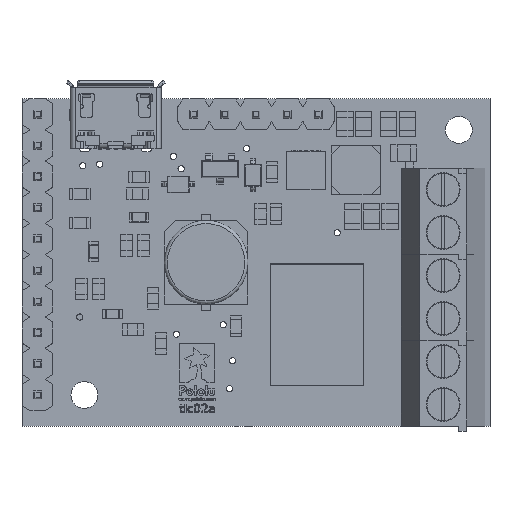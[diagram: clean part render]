
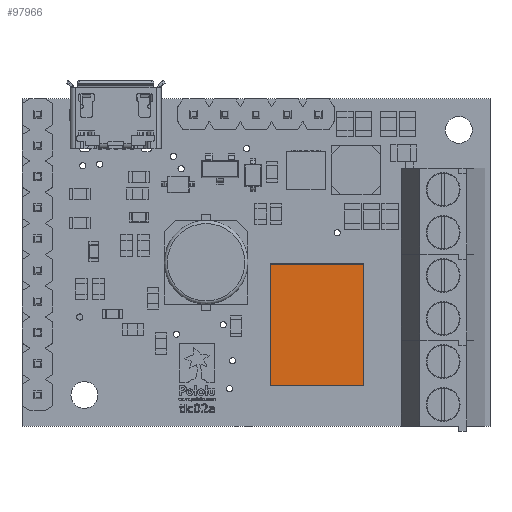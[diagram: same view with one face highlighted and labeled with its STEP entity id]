
A CAD part, top view. The second image highlights one B-rep face of the part: STEP entity #97966.
In plain terms, the highlighted planar face has unit normal (0, 0, 1).
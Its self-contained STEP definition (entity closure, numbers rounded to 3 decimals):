
#1185 = VECTOR ( 'NONE', #70185, 1000. ) ;
#6282 = VECTOR ( 'NONE', #139143, 1000. ) ;
#8287 = VERTEX_POINT ( 'NONE', #25423 ) ;
#12617 = CARTESIAN_POINT ( 'NONE',  ( 27.813, 13.208, 1.573 ) ) ;
#16198 = DIRECTION ( 'NONE',  ( -1., 0., 0. ) ) ;
#21731 = ORIENTED_EDGE ( 'NONE', *, *, #122799, .T. ) ;
#21856 = CARTESIAN_POINT ( 'NONE',  ( 20.193, 3.302, 1.573 ) ) ;
#25275 = ORIENTED_EDGE ( 'NONE', *, *, #34402, .T. ) ;
#25423 = CARTESIAN_POINT ( 'NONE',  ( 27.813, 3.302, 1.573 ) ) ;
#26600 = CARTESIAN_POINT ( 'NONE',  ( 20.193, 13.208, 1.573 ) ) ;
#32313 = CARTESIAN_POINT ( 'NONE',  ( 20.193, 3.302, 1.573 ) ) ;
#34402 = EDGE_CURVE ( 'NONE', #8287, #127908, #65594, .T. ) ;
#35063 = EDGE_LOOP ( 'NONE', ( #116753, #21731, #25275, #120879 ) ) ;
#35393 = CARTESIAN_POINT ( 'NONE',  ( 20.193, 13.208, 1.573 ) ) ;
#38542 = PLANE ( 'NONE',  #91817 ) ;
#44937 = VERTEX_POINT ( 'NONE', #26600 ) ;
#47999 = DIRECTION ( 'NONE',  ( 0., 0., -1. ) ) ;
#55942 = EDGE_CURVE ( 'NONE', #44937, #90426, #113572, .T. ) ;
#65594 = LINE ( 'NONE', #135093, #1185 ) ;
#70185 = DIRECTION ( 'NONE',  ( 0., 1., 0. ) ) ;
#70220 = CARTESIAN_POINT ( 'NONE',  ( 0., 0., 1.573 ) ) ;
#74205 = CARTESIAN_POINT ( 'NONE',  ( 20.193, 3.302, 1.573 ) ) ;
#84772 = VECTOR ( 'NONE', #87146, 1000. ) ;
#87146 = DIRECTION ( 'NONE',  ( 0., -1., 0. ) ) ;
#90426 = VERTEX_POINT ( 'NONE', #32313 ) ;
#91817 = AXIS2_PLACEMENT_3D ( 'NONE', #70220, #47999, #16198 ) ;
#97966 = ADVANCED_FACE ( 'NONE', ( #124383 ), #38542, .F. ) ;
#100524 = EDGE_CURVE ( 'NONE', #127908, #44937, #126193, .T. ) ;
#107899 = LINE ( 'NONE', #74205, #6282 ) ;
#113572 = LINE ( 'NONE', #21856, #84772 ) ;
#116753 = ORIENTED_EDGE ( 'NONE', *, *, #55942, .T. ) ;
#120879 = ORIENTED_EDGE ( 'NONE', *, *, #100524, .T. ) ;
#122799 = EDGE_CURVE ( 'NONE', #90426, #8287, #107899, .T. ) ;
#124383 = FACE_OUTER_BOUND ( 'NONE', #35063, .T. ) ;
#126193 = LINE ( 'NONE', #35393, #134603 ) ;
#127908 = VERTEX_POINT ( 'NONE', #12617 ) ;
#132437 = DIRECTION ( 'NONE',  ( -1., 0., 0. ) ) ;
#134603 = VECTOR ( 'NONE', #132437, 1000. ) ;
#135093 = CARTESIAN_POINT ( 'NONE',  ( 27.813, 3.302, 1.573 ) ) ;
#139143 = DIRECTION ( 'NONE',  ( 1., 0., 0. ) ) ;
